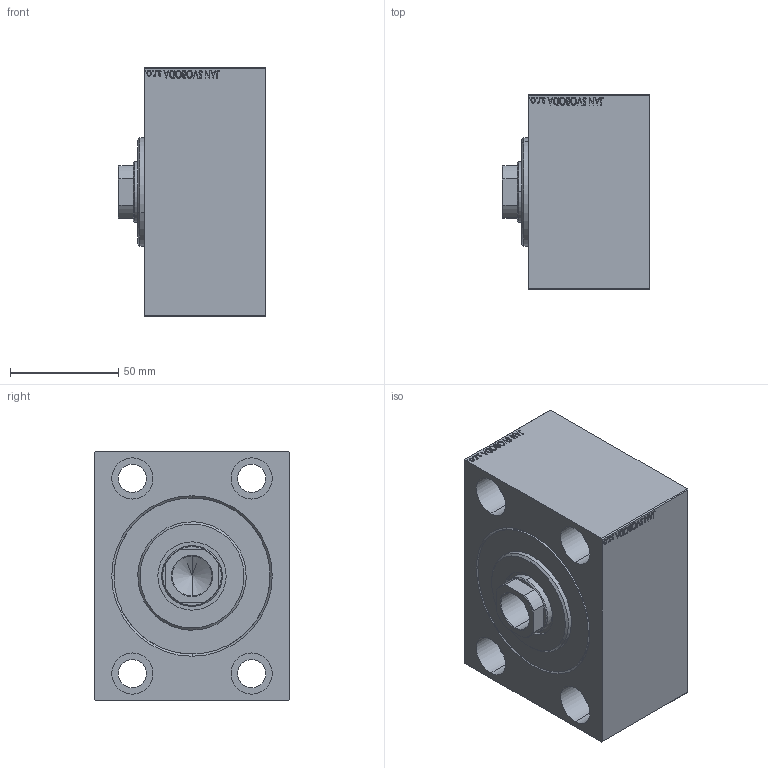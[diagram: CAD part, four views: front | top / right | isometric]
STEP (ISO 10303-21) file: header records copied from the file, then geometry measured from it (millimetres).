
FILE_DESCRIPTION (( 'STEP AP203' ), '1' );
FILE_NAME ('58de.STEP', '2021-11-02T02:13:37', ( '' ), ( '' ), 'SwSTEP 2.0', 'SolidWorks 2019', '' );
FILE_SCHEMA (( 'CONFIG_CONTROL_DESIGN' ));
Length unit declared in the file: millimetre
Products named in the file (4): V450CM_C 434f0f6eba94b7fe5e626c2b369b8b8d; V450CM_VC_B 434f0f6eba94b7fe5e626c2b369b8b8d; 58de; V450CM_C_VCP 434f0f6eba94b7fe5e626c2b369b8b8d
Assembly tree (3 placements, depth 2):
  58de
    V450CM_C 434f0f6eba94b7fe5e626c2b369b8b8d
    V450CM_C_VCP 434f0f6eba94b7fe5e626c2b369b8b8d
    V450CM_VC_B 434f0f6eba94b7fe5e626c2b369b8b8d
Bounding box: 68 x 90 x 115 mm (x, y, z)
Volume: 511950.5 mm3; surface area: 93380.9 mm2
Topology: 3 solids, 3 shells, 853 faces, 2187 edges, 1451 vertices
Faces by surface type: plane 407, bspline 380, cylinder 52, cone 14
Entity records: 43641 total; most frequent: CARTESIAN_POINT 24995, ORIENTED_EDGE 4370, DIRECTION 2495, EDGE_CURVE 2185, VERTEX_POINT 1451, VECTOR 1297, LINE 1297, EDGE_LOOP 976
